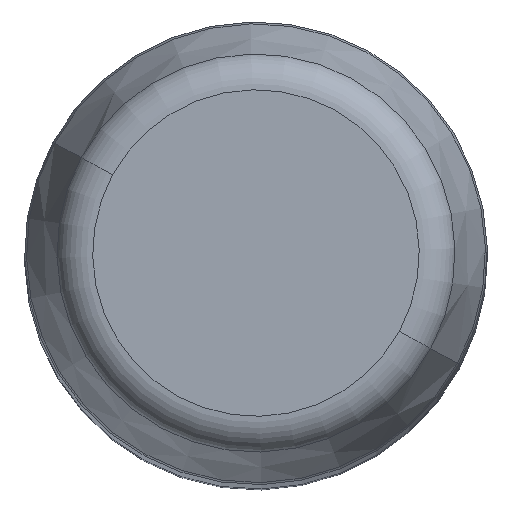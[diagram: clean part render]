
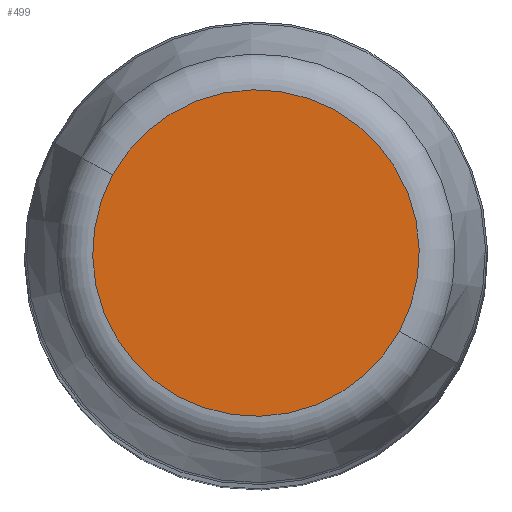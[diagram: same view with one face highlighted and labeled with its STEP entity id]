
A CAD part, top view. The second image highlights one B-rep face of the part: STEP entity #499.
In plain terms, the highlighted planar face has unit normal (0, 0, 1).
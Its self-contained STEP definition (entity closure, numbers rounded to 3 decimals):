
#476=CARTESIAN_POINT('Axis2P3D Location',(0.,0.,140.)) ;
#481=CARTESIAN_POINT('Axis2P3D Location',(0.,0.,140.)) ;
#485=CARTESIAN_POINT('Vertex',(-7.742,4.229,140.)) ;
#487=CARTESIAN_POINT('Vertex',(7.742,-4.229,140.)) ;
#490=CARTESIAN_POINT('Axis2P3D Location',(0.,0.,140.)) ;
#477=DIRECTION('Axis2P3D Direction',(0.,0.,-1.)) ;
#478=DIRECTION('Axis2P3D XDirection',(1.,0.,0.)) ;
#482=DIRECTION('Axis2P3D Direction',(0.,0.,-1.)) ;
#491=DIRECTION('Axis2P3D Direction',(0.,0.,-1.)) ;
#479=AXIS2_PLACEMENT_3D('Plane Axis2P3D',#476,#477,#478) ;
#483=AXIS2_PLACEMENT_3D('Circle Axis2P3D',#481,#482,$) ;
#492=AXIS2_PLACEMENT_3D('Circle Axis2P3D',#490,#491,$) ;
#496=ORIENTED_EDGE('',*,*,#489,.F.) ;
#497=ORIENTED_EDGE('',*,*,#494,.F.) ;
#499=ADVANCED_FACE('PartBody',(#498),#480,.F.) ;
#484=CIRCLE('generated circle',#483,8.822) ;
#493=CIRCLE('generated circle',#492,8.822) ;
#489=EDGE_CURVE('',#486,#488,#484,.T.) ;
#494=EDGE_CURVE('',#488,#486,#493,.T.) ;
#495=EDGE_LOOP('',(#496,#497)) ;
#498=FACE_OUTER_BOUND('',#495,.T.) ;
#480=PLANE('Plane',#479) ;
#486=VERTEX_POINT('',#485) ;
#488=VERTEX_POINT('',#487) ;
